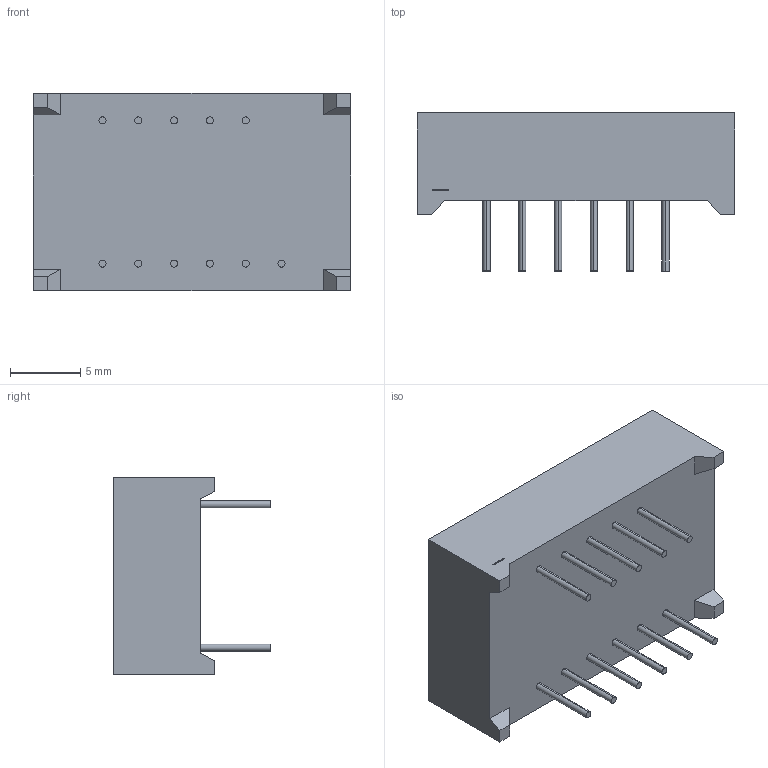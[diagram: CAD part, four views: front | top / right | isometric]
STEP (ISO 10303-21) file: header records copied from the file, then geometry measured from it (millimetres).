
FILE_DESCRIPTION (( 'STEP AP214' ), '1' );
FILE_NAME ('XDxx09x3.STEP', '2015-09-11T17:00:42', ( '' ), ( '' ), 'SwSTEP 2.0', 'SolidWorks 2012', '' );
FILE_SCHEMA (( 'AUTOMOTIVE_DESIGN' ));
Length unit declared in the file: millimetre
Products named in the file (1): XDxx09x3
Bounding box: 22.5 x 11.2 x 14 mm (x, y, z)
Volume: 1970.7 mm3; surface area: 1187.6 mm2
Topology: 1 solids, 1 shells, 431 faces, 1122 edges, 748 vertices
Faces by surface type: plane 304, bspline 99, cylinder 28
Entity records: 17800 total; most frequent: CARTESIAN_POINT 7657, ORIENTED_EDGE 2244, DIRECTION 1646, EDGE_CURVE 1122, VECTOR 868, LINE 868, VERTEX_POINT 748, EDGE_LOOP 486
